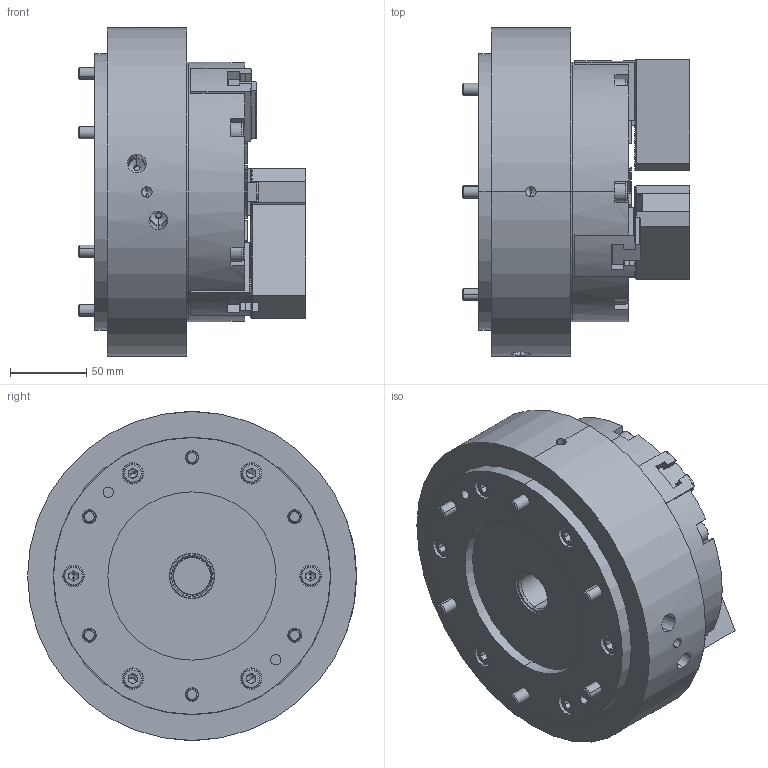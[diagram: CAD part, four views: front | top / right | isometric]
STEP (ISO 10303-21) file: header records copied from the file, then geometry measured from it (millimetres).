
FILE_DESCRIPTION (( 'STEP AP203' ), '1' );
FILE_NAME ('CF-RAP-306.STEP', '2018-11-15T09:19:55', ( '' ), ( '' ), 'SwSTEP 2.0', 'SolidWorks 2016', '' );
FILE_SCHEMA (( 'CONFIG_CONTROL_DESIGN' ));
Length unit declared in the file: millimetre
Products named in the file (16): SJ-06; SP-306-09000; 圓頭內六角螺栓_M10x25; SP-306-07000; 圓頭內六角螺栓_M8x100; SP-306-08000; CF-RAP-306; O-RING_P21; M6黃油嘴; CF-RAP-306-01000; 圓頭內六角螺栓_M5x10; CF-RAP-306-02000; 圓頭內六角螺栓_M8x20; CF-RAP-306-03000; CF-3H-206-04000(T型塊); CF-SP-306-03000
Assembly tree (37 placements, depth 2):
  CF-RAP-306
    CF-RAP-306-01000
    CF-RAP-306-02000
    CF-RAP-306-03000
    CF-SP-306-03000  x3
    SP-306-09000  x3
    SP-306-07000
    SP-306-08000
    O-RING_P21
    M6黃油嘴
    圓頭內六角螺栓_M5x10  x3
    圓頭內六角螺栓_M8x20  x6
    CF-3H-206-04000(T型塊)  x3
    SJ-06  x2
    圓頭內六角螺栓_M10x25  x4
    圓頭內六角螺栓_M8x100  x6
Bounding box: 149 x 215 x 215 mm (x, y, z)
Volume: 2955718.1 mm3; surface area: 434102.5 mm2
Topology: 38 solids, 38 shells, 2599 faces, 7147 edges, 4626 vertices
Faces by surface type: plane 1675, cylinder 672, cone 222, torus 24, sphere 6
Entity records: 40198 total; most frequent: CARTESIAN_POINT 8082, ORIENTED_EDGE 6432, DIRECTION 6009, EDGE_CURVE 3216, VECTOR 2179, LINE 2179, VERTEX_POINT 2106, AXIS2_PLACEMENT_3D 1915
